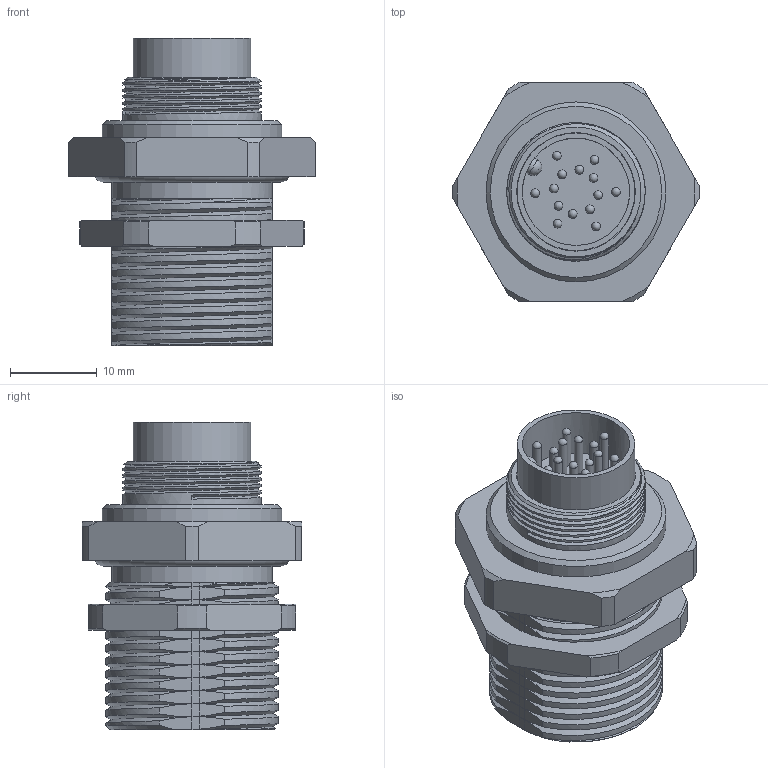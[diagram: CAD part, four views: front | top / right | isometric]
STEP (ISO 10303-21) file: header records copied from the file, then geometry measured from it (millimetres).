
FILE_DESCRIPTION (( 'STEP AP203' ), '1' );
FILE_NAME ('FDWZ14 M20 .STEP', '2024-08-27T08:06:09', ( '' ), ( '' ), 'SwSTEP 2.0', 'SolidWorks 2017', '' );
FILE_SCHEMA (( 'CONFIG_CONTROL_DESIGN' ));
Length unit declared in the file: millimetre
Products named in the file (1): FDWZ14 M20 
Bounding box: 28.5 x 25.4 x 35.5 mm (x, y, z)
Volume: 8494.9 mm3; surface area: 6775.2 mm2
Topology: 2 solids, 2 shells, 310 faces, 798 edges, 491 vertices
Faces by surface type: plane 111, cylinder 94, bspline 60, cone 26, sphere 15, torus 4
Full cylindrical faces by diameter (mm): 0.8 x14, 1 x14, 12.4 x1, 13.6 x1, 13.7 x1, 14 x1, 15 x2, 16 x5, 16.5 x1, 18.5 x1, 20 x1, 20.8 x1, 23 x1
Entity records: 27189 total; most frequent: CARTESIAN_POINT 21274, ORIENTED_EDGE 1280, DIRECTION 1023, EDGE_CURVE 640, AXIS2_PLACEMENT_3D 422, VERTEX_POINT 414, EDGE_LOOP 394, FACE_OUTER_BOUND 349
